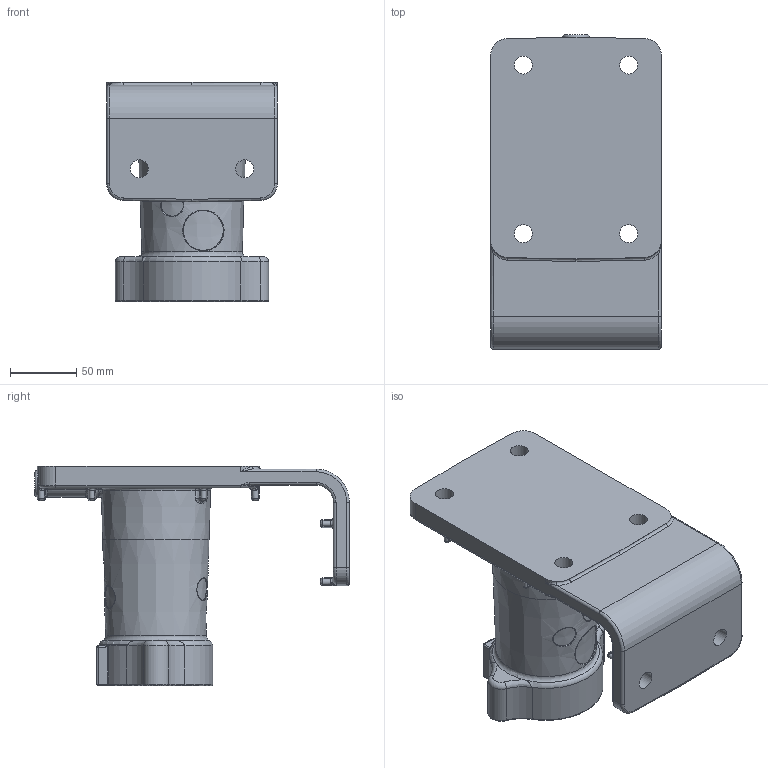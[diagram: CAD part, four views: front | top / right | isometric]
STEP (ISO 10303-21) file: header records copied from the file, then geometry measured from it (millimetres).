
FILE_DESCRIPTION(/* description */ (''),/* implementation_level */ '2;1');
FILE_NAME(/* name */ 'PS RGB [Solid].stp',/* time_stamp */ '2022-10-04T12:38:05+10:00',/* author */ ('a.tao491'),/* organization */ (''),/* preprocessor_version */ 'ST-DEVELOPER v16.5',/* originating_system */ 'Autodesk Inventor 2017',/* authorisation */ '');
FILE_SCHEMA (('AUTOMOTIVE_DESIGN { 1 0 10303 214 3 1 1 }','AP242_MANAGED_MODEL_BASED_3D_ENGINEERING_MIM_LF { 1 0 10303 442 1 1 4 }'));
Length unit declared in the file: millimetre
Products named in the file (1): 2727_SLD
Bounding box: 128.5 x 237 x 165 mm (x, y, z)
Volume: 1348444.9 mm3; surface area: 140419.8 mm2
Topology: 1 solids, 1 shells, 341 faces, 798 edges, 456 vertices
Faces by surface type: cylinder 136, bspline 69, torus 58, plane 56, sphere 14, cone 8
Full cylindrical faces by diameter (mm): 13.5 x6, 16.667 x2, 23.333 x2, 30 x2
Entity records: 12769 total; most frequent: CARTESIAN_POINT 4977, DIRECTION 1596, ORIENTED_EDGE 1510, EDGE_CURVE 755, AXIS2_PLACEMENT_3D 673, VERTEX_POINT 440, EDGE_LOOP 377, CIRCLE 345
